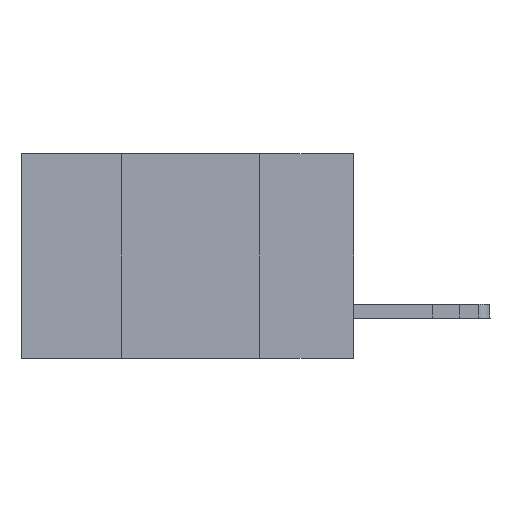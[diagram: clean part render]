
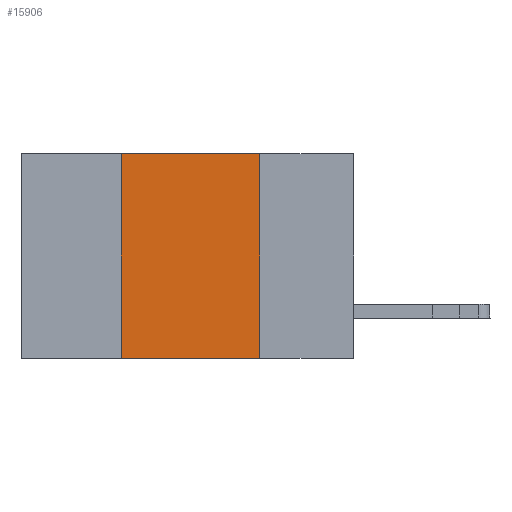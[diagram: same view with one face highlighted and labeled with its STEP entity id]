
A CAD part, left-side view. The second image highlights one B-rep face of the part: STEP entity #15906.
In plain terms, the highlighted planar face has unit normal (-1, 0, 0).
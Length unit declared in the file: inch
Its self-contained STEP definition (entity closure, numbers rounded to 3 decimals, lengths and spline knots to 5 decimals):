
#170 = VERTEX_POINT ( 'NONE', #16023 ) ;
#190 = LINE ( 'NONE', #3714, #1516 ) ;
#679 = DIRECTION ( 'NONE',  ( 0., -1., 0. ) ) ;
#1096 = CARTESIAN_POINT ( 'NONE',  ( 0., 0.42, -0.37 ) ) ;
#1186 = LINE ( 'NONE', #12790, #14631 ) ;
#1445 = ORIENTED_EDGE ( 'NONE', *, *, #3987, .T. ) ;
#1516 = VECTOR ( 'NONE', #15357, 39.37008 ) ;
#1681 = DIRECTION ( 'NONE',  ( 0., 0., -1. ) ) ;
#2107 = VECTOR ( 'NONE', #8522, 39.37008 ) ;
#2469 = LINE ( 'NONE', #11806, #9428 ) ;
#3714 = CARTESIAN_POINT ( 'NONE',  ( 0., 0.17, 0. ) ) ;
#3987 = EDGE_CURVE ( 'NONE', #9840, #7403, #1186, .T. ) ;
#4043 = DIRECTION ( 'NONE',  ( 0., 0., 1. ) ) ;
#5321 = VERTEX_POINT ( 'NONE', #9862 ) ;
#5794 = ORIENTED_EDGE ( 'NONE', *, *, #6680, .F. ) ;
#6322 = FACE_OUTER_BOUND ( 'NONE', #8321, .T. ) ;
#6680 = EDGE_CURVE ( 'NONE', #5321, #7403, #190, .T. ) ;
#6711 = ORIENTED_EDGE ( 'NONE', *, *, #9009, .F. ) ;
#7388 = ORIENTED_EDGE ( 'NONE', *, *, #12542, .F. ) ;
#7403 = VERTEX_POINT ( 'NONE', #16114 ) ;
#8259 = PLANE ( 'NONE',  #11987 ) ;
#8321 = EDGE_LOOP ( 'NONE', ( #5794, #7388, #6711, #1445 ) ) ;
#8522 = DIRECTION ( 'NONE',  ( 0., -1., 0. ) ) ;
#9009 = EDGE_CURVE ( 'NONE', #9840, #170, #2469, .T. ) ;
#9428 = VECTOR ( 'NONE', #4043, 39.37008 ) ;
#9584 = DIRECTION ( 'NONE',  ( 1., 0., 0. ) ) ;
#9840 = VERTEX_POINT ( 'NONE', #1096 ) ;
#9862 = CARTESIAN_POINT ( 'NONE',  ( 0., 0.17, 0. ) ) ;
#11806 = CARTESIAN_POINT ( 'NONE',  ( 0., 0.42, 0. ) ) ;
#11987 = AXIS2_PLACEMENT_3D ( 'NONE', #12083, #9584, #1681 ) ;
#12083 = CARTESIAN_POINT ( 'NONE',  ( 0., 0.6, 0. ) ) ;
#12542 = EDGE_CURVE ( 'NONE', #170, #5321, #15817, .T. ) ;
#12790 = CARTESIAN_POINT ( 'NONE',  ( 0., 0.6, -0.37 ) ) ;
#14631 = VECTOR ( 'NONE', #679, 39.37008 ) ;
#15357 = DIRECTION ( 'NONE',  ( 0., 0., -1. ) ) ;
#15817 = LINE ( 'NONE', #16102, #2107 ) ;
#15906 = ADVANCED_FACE ( 'NONE', ( #6322 ), #8259, .F. ) ;
#16023 = CARTESIAN_POINT ( 'NONE',  ( 0., 0.42, 0. ) ) ;
#16102 = CARTESIAN_POINT ( 'NONE',  ( 0., 0.6, 0. ) ) ;
#16114 = CARTESIAN_POINT ( 'NONE',  ( 0., 0.17, -0.37 ) ) ;
